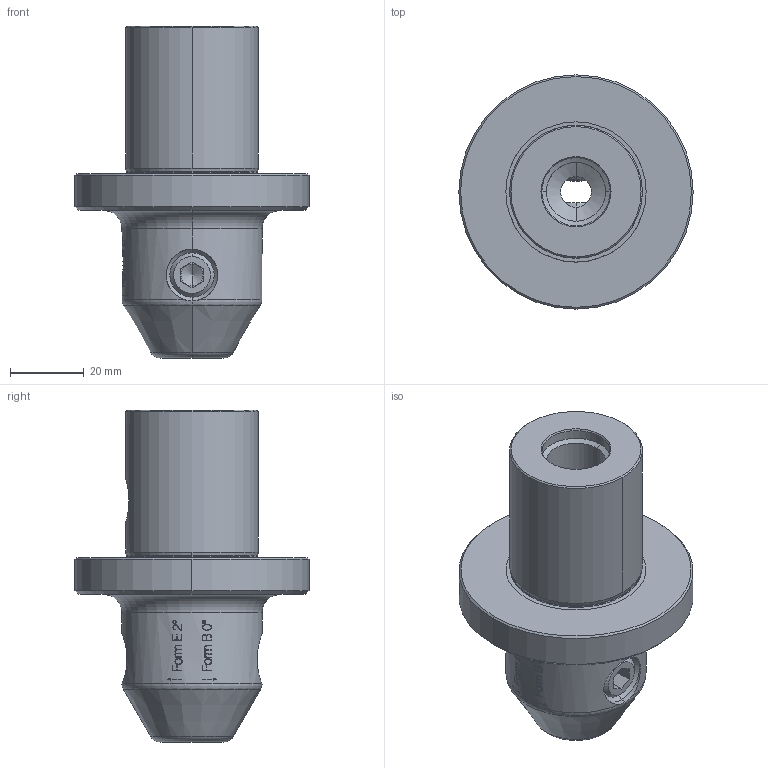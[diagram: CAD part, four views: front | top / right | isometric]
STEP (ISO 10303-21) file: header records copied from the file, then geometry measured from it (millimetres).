
FILE_DESCRIPTION(('no description'),'unknown implementation level');
FILE_NAME('3887D21D-9B57-4D68-A861-E1E22C9F6059_export.stp',' ',('CIMSOURCE GmbH'),('CADClick - KiM GmbH - www.kimweb.de'),'unknown preprocess','ACIS','unknown authorization');
FILE_SCHEMA(('automotive_design'));
Length unit declared in the file: millimetre
Products named in the file (3): 335.243 Kaiser CKS6 X D12 B+E|690.480 Kaiser ETL M12 X 14_Standard;NONE; 335.243 Kaiser CKS6 X D12 B+E|335.243 Kaiser CKS6 X D12 B+E_Standard;NONE
Bounding box: 63.5 x 63.5 x 90 mm (x, y, z)
Volume: 98541.9 mm3; surface area: 22032.7 mm2
Topology: 3 solids, 3 shells, 334 faces, 853 edges, 542 vertices
Faces by surface type: plane 130, bspline 91, cylinder 53, cone 48, torus 12
Entity records: 23944 total; most frequent: CARTESIAN_POINT 6701, STYLED_ITEM 1724, PRESENTATION_STYLE_ASSIGNMENT 1724, COLOUR_RGB 1724, ORIENTED_EDGE 1690, DIRECTION 1362, EDGE_CURVE 845, CURVE_STYLE 845
